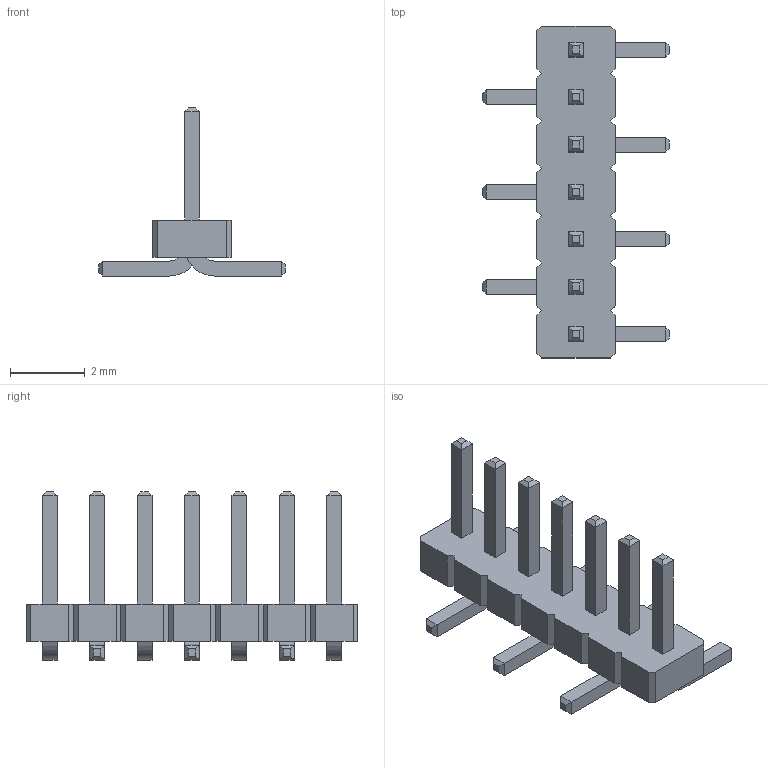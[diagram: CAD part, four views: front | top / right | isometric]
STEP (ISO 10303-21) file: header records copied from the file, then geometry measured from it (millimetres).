
FILE_DESCRIPTION(/* description */ ('model of Pin_Header_Straight_1x07_Pitch1.27mm_SMD_Pin1Right'),/* implementation_level */ '2;1');
FILE_NAME(/* name */ 'Pin_Header_Straight_1x07_Pitch1.27mm_SMD_Pin1Right.step',/* time_stamp */ '2017-08-19T05:09:14',/* author */ ('kicad StepUp','ksu'),/* organization */ ('FreeCAD'),/* preprocessor_version */ 'OCC',/* originating_system */ 'kicad StepUp',/* authorisation */ '');
FILE_SCHEMA(('AUTOMOTIVE_DESIGN { 1 0 10303 214 1 1 1 1 }'));
Length unit declared in the file: millimetre
Products named in the file (1): Pin_Header_Straight_1x07_Pitch127mm_SMD_Pin1Right
Bounding box: 5 x 8.89 x 4.5 mm (x, y, z)
Volume: 24.5 mm3; surface area: 119.9 mm2
Topology: 1 solids, 1 shells, 186 faces, 454 edges, 284 vertices
Faces by surface type: plane 172, cylinder 14
Entity records: 6613 total; most frequent: CARTESIAN_POINT 925, ORIENTED_EDGE 908, DIRECTION 856, EDGE_CURVE 454, LINE 426, VECTOR 426, VERTEX_POINT 284, AXIS2_PLACEMENT_3D 215
